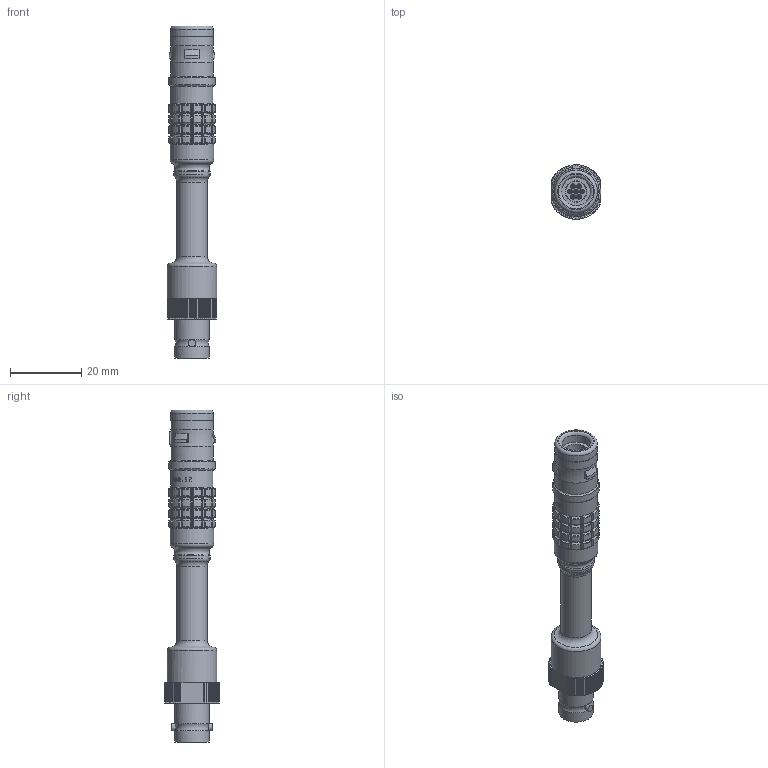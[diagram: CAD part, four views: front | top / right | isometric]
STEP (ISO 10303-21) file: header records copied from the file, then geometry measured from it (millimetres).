
FILE_DESCRIPTION(/* description */ (''),/* implementation_level */ '2;1');
FILE_NAME(/* name */ 'CMX2203.stp',/* time_stamp */ '2023-02-16T09:35:04-05:00',/* author */ ('cthayer'),/* organization */ (''),/* preprocessor_version */ 'ST-DEVELOPER v19',/* originating_system */ 'Autodesk Inventor 2023',/* authorisation */ '');
FILE_SCHEMA (('AUTOMOTIVE_DESIGN { 1 0 10303 214 3 1 1 }'));
Length unit declared in the file: inch
Products named in the file (1): CMX2203
Bounding box: 13.97 x 15.24 x 93.04 mm (x, y, z)
Volume: 8645.5 mm3; surface area: 5532 mm2
Topology: 1 solids, 2 shells, 1847 faces, 4468 edges, 2443 vertices
Faces by surface type: bspline 631, cylinder 501, torus 331, plane 252, sphere 102, cone 30
Full cylindrical faces by diameter (mm): 0.673 x7, 1.27 x7, 2.032 x2, 2.095 x1, 3.614 x1, 5.855 x1, 6.096 x1, 7.239 x1, 7.797 x1, 7.976 x1, 8.077 x1, 8.509 x1, 9.652 x2, 10.16 x1, 10.986 x1, 11.43 x1, 11.481 x1, 11.989 x4, 12.192 x1, 13.005 x1, 13.97 x1
Entity records: 96870 total; most frequent: CARTESIAN_POINT 57371, ORIENTED_EDGE 8430, DIRECTION 7107, EDGE_CURVE 4215, AXIS2_PLACEMENT_3D 2995, VERTEX_POINT 2443, EDGE_LOOP 1924, FACE_OUTER_BOUND 1847
